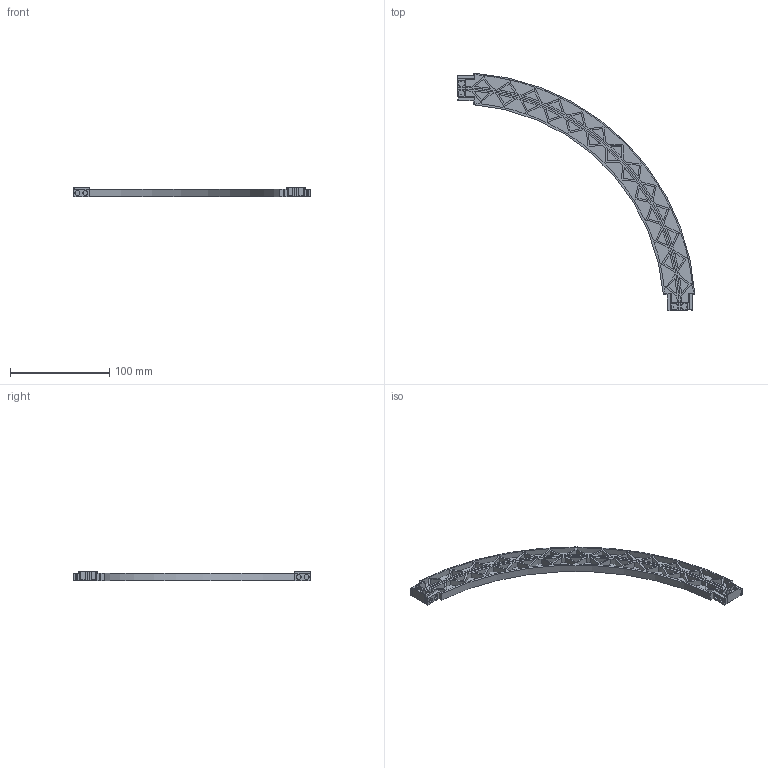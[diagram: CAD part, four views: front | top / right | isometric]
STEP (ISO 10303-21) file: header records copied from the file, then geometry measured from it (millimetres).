
FILE_DESCRIPTION(('Open CASCADE Model'),'2;1');
FILE_NAME('Open CASCADE Shape Model','2025-01-19T18:59:27',('Author'),( 'Open CASCADE'),'Open CASCADE STEP processor 7.7','Open CASCADE 7.7' ,'Unknown');
FILE_SCHEMA(('AUTOMOTIVE_DESIGN { 1 0 10303 214 1 1 1 1 }'));
Length unit declared in the file: millimetre
Products named in the file (1): Open CASCADE STEP translator 7.7 44
Bounding box: 239.77 x 239.77 x 10 mm (x, y, z)
Volume: 40700.6 mm3; surface area: 50380 mm2
Topology: 1 solids, 1 shells, 525 faces, 1350 edges, 900 vertices
Faces by surface type: plane 391, cylinder 134
Full cylindrical faces by diameter (mm): 5 x8
Entity records: 34017 total; most frequent: CARTESIAN_POINT 6646, DIRECTION 5175, LINE 3514, VECTOR 3514, ORIENTED_EDGE 2700, PCURVE 2700, DEFINITIONAL_REPRESENTATION 2700, EDGE_CURVE 1350
